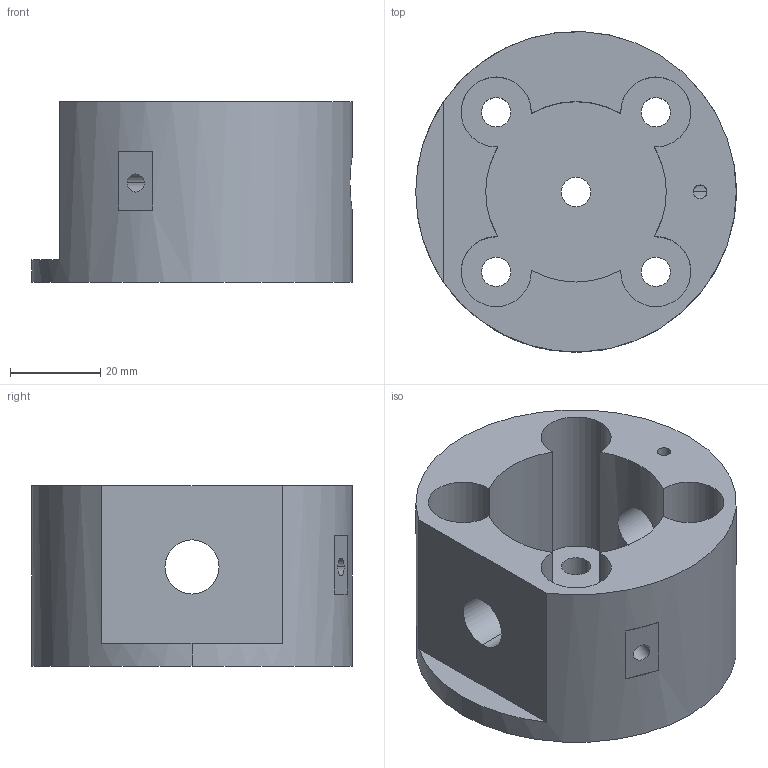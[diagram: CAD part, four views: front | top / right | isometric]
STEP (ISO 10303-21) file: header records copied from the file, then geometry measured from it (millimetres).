
FILE_DESCRIPTION (( 'STEP AP203' ), '1' );
FILE_NAME ('Base.STEP', '2024-10-31T03:09:59', ( '' ), ( '' ), 'SwSTEP 2.0', 'SolidWorks 2022', '' );
FILE_SCHEMA (( 'CONFIG_CONTROL_DESIGN' ));
Length unit declared in the file: millimetre
Products named in the file (1): Base
Bounding box: 71 x 71 x 40 mm (x, y, z)
Volume: 80858.9 mm3; surface area: 25819.9 mm2
Topology: 1 solids, 1 shells, 50 faces, 141 edges, 92 vertices
Faces by surface type: cylinder 38, plane 12
Entity records: 2054 total; most frequent: CARTESIAN_POINT 588, DIRECTION 311, ORIENTED_EDGE 282, EDGE_CURVE 141, AXIS2_PLACEMENT_3D 127, VERTEX_POINT 92, CIRCLE 76, EDGE_LOOP 67
